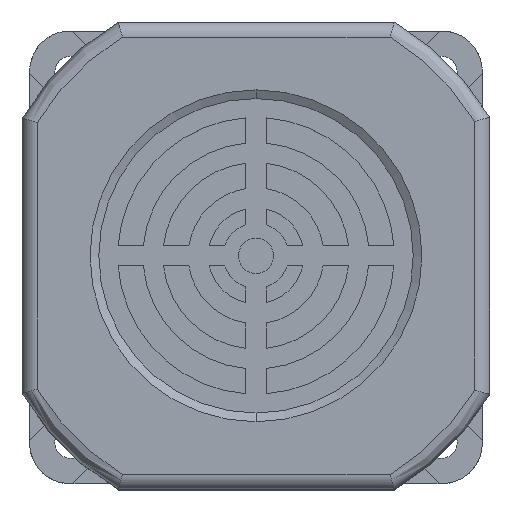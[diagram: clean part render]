
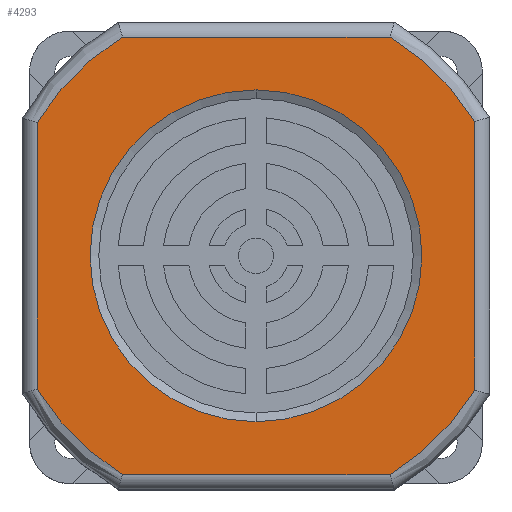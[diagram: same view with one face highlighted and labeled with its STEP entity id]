
A CAD part, top view. The second image highlights one B-rep face of the part: STEP entity #4293.
In plain terms, the highlighted face is planar.
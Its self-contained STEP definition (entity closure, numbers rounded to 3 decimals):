
#80 = CARTESIAN_POINT ( 'NONE',  ( 0., 0., 0. ) ) ;
#672 = ORIENTED_EDGE ( 'NONE', *, *, #13027, .F. ) ;
#798 =( BOUNDED_CURVE ( )  B_SPLINE_CURVE ( 3, ( #16435, #17804, #9449, #973 ),
 .UNSPECIFIED., .F., .T. ) 
 B_SPLINE_CURVE_WITH_KNOTS ( ( 4, 4 ),
 ( 0., 1. ),
 .UNSPECIFIED. ) 
 CURVE ( )  GEOMETRIC_REPRESENTATION_ITEM ( )  RATIONAL_B_SPLINE_CURVE ( ( 1., 0.982, 0.982, 1. ) ) 
 REPRESENTATION_ITEM ( '' )  );
#973 = CARTESIAN_POINT ( 'NONE',  ( 43.5, 0., 26.705 ) ) ;
#1105 =( BOUNDED_CURVE ( )  B_SPLINE_CURVE ( 3, ( #4739, #15983, #3360, #13221 ),
 .UNSPECIFIED., .F., .F. ) 
 B_SPLINE_CURVE_WITH_KNOTS ( ( 4, 4 ),
 ( 0., 1. ),
 .UNSPECIFIED. ) 
 CURVE ( )  GEOMETRIC_REPRESENTATION_ITEM ( )  RATIONAL_B_SPLINE_CURVE ( ( 1., 0.981, 0.981, 1. ) ) 
 REPRESENTATION_ITEM ( '' )  );
#1349 = CARTESIAN_POINT ( 'NONE',  ( 0., 0., 0. ) ) ;
#1496 = DIRECTION ( 'NONE',  ( 0., 0., -1. ) ) ;
#1571 = ORIENTED_EDGE ( 'NONE', *, *, #11543, .F. ) ;
#1806 = VERTEX_POINT ( 'NONE', #12602 ) ;
#1915 = LINE ( 'NONE', #7185, #5224 ) ;
#2017 = CARTESIAN_POINT ( 'NONE',  ( 43.5, 0., -26.705 ) ) ;
#2160 = AXIS2_PLACEMENT_3D ( 'NONE', #1349, #11212, #2756 ) ;
#2346 = CARTESIAN_POINT ( 'NONE',  ( 43.5, 0., -26.705 ) ) ;
#2617 = VERTEX_POINT ( 'NONE', #6073 ) ;
#2737 = EDGE_CURVE ( 'NONE', #6026, #3791, #14672, .T. ) ;
#2756 = DIRECTION ( 'NONE',  ( 0., 0., -1. ) ) ;
#3044 =( BOUNDED_CURVE ( )  B_SPLINE_CURVE ( 3, ( #3102, #14298, #14370, #5957 ),
 .UNSPECIFIED., .F., .F. ) 
 B_SPLINE_CURVE_WITH_KNOTS ( ( 4, 4 ),
 ( 0., 1. ),
 .UNSPECIFIED. ) 
 CURVE ( )  GEOMETRIC_REPRESENTATION_ITEM ( )  RATIONAL_B_SPLINE_CURVE ( ( 1., 0.981, 0.981, 1. ) ) 
 REPRESENTATION_ITEM ( '' )  );
#3102 = CARTESIAN_POINT ( 'NONE',  ( -43.5, 0., 26.54 ) ) ;
#3148 = EDGE_CURVE ( 'NONE', #8196, #14820, #4610, .T. ) ;
#3360 = CARTESIAN_POINT ( 'NONE',  ( -39.264, 0., -33.49 ) ) ;
#3383 = LINE ( 'NONE', #11061, #14157 ) ;
#3597 = CARTESIAN_POINT ( 'NONE',  ( 0.05, 0., -43.5 ) ) ;
#3791 = VERTEX_POINT ( 'NONE', #13909 ) ;
#4293 = ADVANCED_FACE ( 'NONE', ( #17346, #13623 ), #5667, .F. ) ;
#4548 = VERTEX_POINT ( 'NONE', #4808 ) ;
#4610 = LINE ( 'NONE', #3597, #5478 ) ;
#4739 = CARTESIAN_POINT ( 'NONE',  ( -26.572, 0., -43.5 ) ) ;
#4808 = CARTESIAN_POINT ( 'NONE',  ( -26.572, 0., 43.5 ) ) ;
#4872 = CARTESIAN_POINT ( 'NONE',  ( 26.673, 0., -43.5 ) ) ;
#5024 = EDGE_LOOP ( 'NONE', ( #17754, #11145, #5448, #1571, #7347, #5746, #9529, #5376 ) ) ;
#5224 = VECTOR ( 'NONE', #15574, 1000. ) ;
#5376 = ORIENTED_EDGE ( 'NONE', *, *, #2737, .F. ) ;
#5448 = ORIENTED_EDGE ( 'NONE', *, *, #11931, .F. ) ;
#5461 = EDGE_CURVE ( 'NONE', #17836, #2617, #7805, .T. ) ;
#5478 = VECTOR ( 'NONE', #6435, 1000. ) ;
#5627 = DIRECTION ( 'NONE',  ( 0., 0., 1. ) ) ;
#5647 = EDGE_CURVE ( 'NONE', #3791, #4548, #3044, .T. ) ;
#5667 = PLANE ( 'NONE',  #12087 ) ;
#5725 = DIRECTION ( 'NONE',  ( 0., 1., 0. ) ) ;
#5746 = ORIENTED_EDGE ( 'NONE', *, *, #18228, .F. ) ;
#5957 = CARTESIAN_POINT ( 'NONE',  ( -26.572, 0., 43.5 ) ) ;
#6026 = VERTEX_POINT ( 'NONE', #15327 ) ;
#6073 = CARTESIAN_POINT ( 'NONE',  ( 0., 0., 33. ) ) ;
#6242 = CIRCLE ( 'NONE', #2160, 33. ) ;
#6435 = DIRECTION ( 'NONE',  ( -1., 0., 0. ) ) ;
#7185 = CARTESIAN_POINT ( 'NONE',  ( 0.05, 0., 43.5 ) ) ;
#7347 = ORIENTED_EDGE ( 'NONE', *, *, #15968, .F. ) ;
#7694 = ORIENTED_EDGE ( 'NONE', *, *, #5461, .F. ) ;
#7805 = CIRCLE ( 'NONE', #10333, 33. ) ;
#8196 = VERTEX_POINT ( 'NONE', #15969 ) ;
#8607 =( BOUNDED_CURVE ( )  B_SPLINE_CURVE ( 3, ( #2017, #10482, #13313, #4872 ),
 .UNSPECIFIED., .F., .T. ) 
 B_SPLINE_CURVE_WITH_KNOTS ( ( 4, 4 ),
 ( 0., 1. ),
 .UNSPECIFIED. ) 
 CURVE ( )  GEOMETRIC_REPRESENTATION_ITEM ( )  RATIONAL_B_SPLINE_CURVE ( ( 1., 0.982, 0.982, 1. ) ) 
 REPRESENTATION_ITEM ( '' )  );
#9449 = CARTESIAN_POINT ( 'NONE',  ( 39.273, 0., 33.583 ) ) ;
#9529 = ORIENTED_EDGE ( 'NONE', *, *, #5647, .F. ) ;
#9956 = DIRECTION ( 'NONE',  ( 0., -1., 0. ) ) ;
#10217 = CARTESIAN_POINT ( 'NONE',  ( 0., 0., -33. ) ) ;
#10333 = AXIS2_PLACEMENT_3D ( 'NONE', #80, #9956, #1496 ) ;
#10482 = CARTESIAN_POINT ( 'NONE',  ( 39.273, 0., -33.583 ) ) ;
#11061 = CARTESIAN_POINT ( 'NONE',  ( 43.5, 0., 0. ) ) ;
#11123 = DIRECTION ( 'NONE',  ( 0., 0., -1. ) ) ;
#11145 = ORIENTED_EDGE ( 'NONE', *, *, #3148, .F. ) ;
#11212 = DIRECTION ( 'NONE',  ( 0., -1., 0. ) ) ;
#11342 = CARTESIAN_POINT ( 'NONE',  ( 0.05, 0., 0. ) ) ;
#11543 = EDGE_CURVE ( 'NONE', #1806, #17126, #3383, .T. ) ;
#11931 = EDGE_CURVE ( 'NONE', #17126, #8196, #8607, .T. ) ;
#12087 = AXIS2_PLACEMENT_3D ( 'NONE', #11342, #5725, #15557 ) ;
#12382 = EDGE_CURVE ( 'NONE', #14820, #6026, #1105, .T. ) ;
#12602 = CARTESIAN_POINT ( 'NONE',  ( 43.5, 0., 26.705 ) ) ;
#12817 = CARTESIAN_POINT ( 'NONE',  ( 26.673, 0., 43.5 ) ) ;
#13027 = EDGE_CURVE ( 'NONE', #2617, #17836, #6242, .T. ) ;
#13221 = CARTESIAN_POINT ( 'NONE',  ( -43.5, 0., -26.54 ) ) ;
#13313 = CARTESIAN_POINT ( 'NONE',  ( 33.559, 0., -39.286 ) ) ;
#13623 = FACE_OUTER_BOUND ( 'NONE', #5024, .T. ) ;
#13909 = CARTESIAN_POINT ( 'NONE',  ( -43.5, 0., 26.54 ) ) ;
#14157 = VECTOR ( 'NONE', #11123, 1000. ) ;
#14298 = CARTESIAN_POINT ( 'NONE',  ( -39.264, 0., 33.49 ) ) ;
#14370 = CARTESIAN_POINT ( 'NONE',  ( -33.514, 0., 39.251 ) ) ;
#14672 = LINE ( 'NONE', #18201, #17061 ) ;
#14820 = VERTEX_POINT ( 'NONE', #15679 ) ;
#15327 = CARTESIAN_POINT ( 'NONE',  ( -43.5, 0., -26.54 ) ) ;
#15557 = DIRECTION ( 'NONE',  ( 0., 0., 1. ) ) ;
#15574 = DIRECTION ( 'NONE',  ( 1., 0., 0. ) ) ;
#15679 = CARTESIAN_POINT ( 'NONE',  ( -26.572, 0., -43.5 ) ) ;
#15741 = VERTEX_POINT ( 'NONE', #12817 ) ;
#15968 = EDGE_CURVE ( 'NONE', #15741, #1806, #798, .T. ) ;
#15969 = CARTESIAN_POINT ( 'NONE',  ( 26.673, 0., -43.5 ) ) ;
#15983 = CARTESIAN_POINT ( 'NONE',  ( -33.514, 0., -39.251 ) ) ;
#16435 = CARTESIAN_POINT ( 'NONE',  ( 26.673, 0., 43.5 ) ) ;
#17061 = VECTOR ( 'NONE', #5627, 1000. ) ;
#17126 = VERTEX_POINT ( 'NONE', #2346 ) ;
#17291 = EDGE_LOOP ( 'NONE', ( #7694, #672 ) ) ;
#17346 = FACE_BOUND ( 'NONE', #17291, .T. ) ;
#17754 = ORIENTED_EDGE ( 'NONE', *, *, #12382, .F. ) ;
#17804 = CARTESIAN_POINT ( 'NONE',  ( 33.559, 0., 39.286 ) ) ;
#17836 = VERTEX_POINT ( 'NONE', #10217 ) ;
#18201 = CARTESIAN_POINT ( 'NONE',  ( -43.5, 0., 0. ) ) ;
#18228 = EDGE_CURVE ( 'NONE', #4548, #15741, #1915, .T. ) ;
